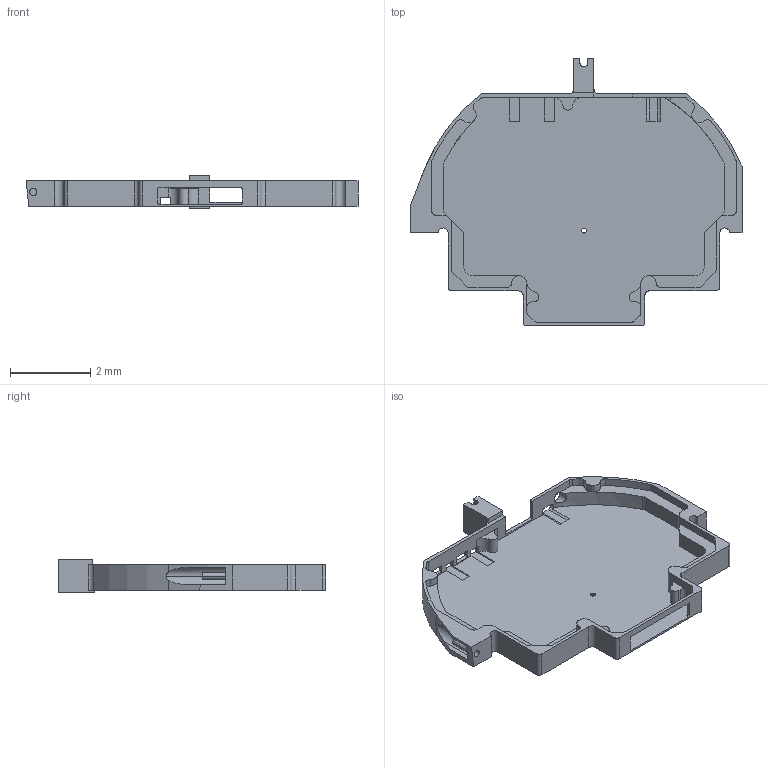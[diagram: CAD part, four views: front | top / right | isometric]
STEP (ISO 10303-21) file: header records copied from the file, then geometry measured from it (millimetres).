
FILE_DESCRIPTION(('produced by SPATIAL CORP'),'2;1');
FILE_NAME('898752.hh.sat.stp', '2002-04-19T11:17:44+00:00',('SPATIAL CORP'),('SPATIAL CORP'), 'ACIS STEP Husk','http://www.spatial.com','SPATIAL CORP');
FILE_SCHEMA(('CONFIG_CONTROL_DESIGN'));
Length unit declared in the file: millimetre
Products named in the file (1): PRODUCT_ID_1
Bounding box: 8.27 x 6.66 x 0.83 mm (x, y, z)
Volume: 5.4 mm3; surface area: 108.2 mm2
Topology: 1 solids, 1 shells, 184 faces, 558 edges, 372 vertices
Faces by surface type: plane 96, cylinder 88
Entity records: 6229 total; most frequent: CARTESIAN_POINT 1138, ORIENTED_EDGE 1116, DIRECTION 1001, EDGE_CURVE 558, VERTEX_POINT 372, VECTOR 367, LINE 367, AXIS2_PLACEMENT_3D 317
